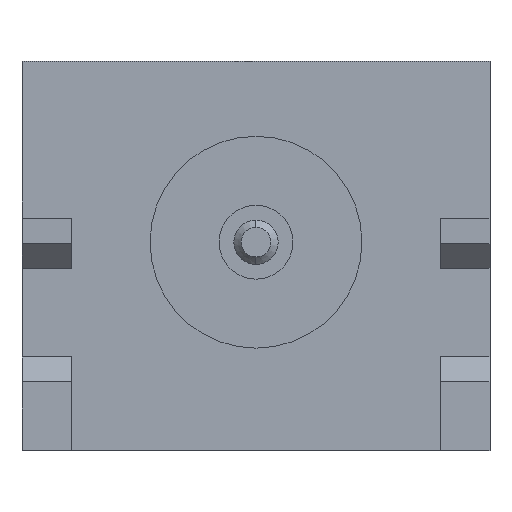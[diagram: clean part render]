
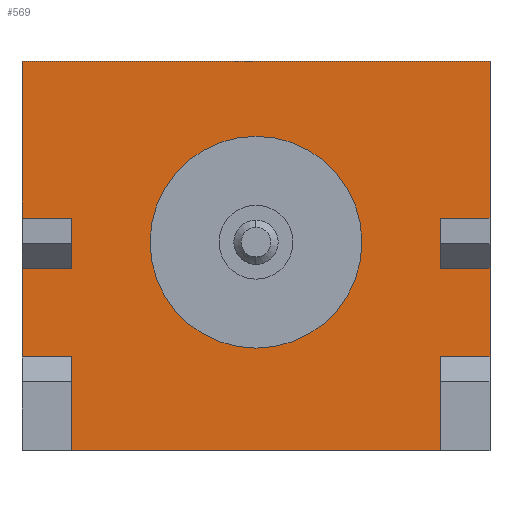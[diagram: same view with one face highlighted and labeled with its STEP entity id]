
A CAD part, left-side view. The second image highlights one B-rep face of the part: STEP entity #569.
In plain terms, the highlighted planar face has unit normal (-1, 0, 0).
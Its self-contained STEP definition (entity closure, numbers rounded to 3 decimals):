
#11 = ORIENTED_EDGE ( 'NONE', *, *, #2081, .F. ) ;
#29 = DIRECTION ( 'NONE',  ( 0., 0., 1. ) ) ;
#33 = EDGE_CURVE ( 'NONE', #375, #3218, #927, .T. ) ;
#41 = PLANE ( 'NONE',  #942 ) ;
#43 = VECTOR ( 'NONE', #2354, 1000. ) ;
#231 = DIRECTION ( 'NONE',  ( 0., -1., 0. ) ) ;
#248 = DIRECTION ( 'NONE',  ( 0., -1., 0. ) ) ;
#253 = ORIENTED_EDGE ( 'NONE', *, *, #946, .F. ) ;
#263 = ORIENTED_EDGE ( 'NONE', *, *, #563, .F. ) ;
#270 = CARTESIAN_POINT ( 'NONE',  ( 2.375, 3.75, 0. ) ) ;
#277 = LINE ( 'NONE', #1205, #2871 ) ;
#307 = VERTEX_POINT ( 'NONE', #1944 ) ;
#328 = CARTESIAN_POINT ( 'NONE',  ( 2.375, 0., 4.2 ) ) ;
#341 = ORIENTED_EDGE ( 'NONE', *, *, #476, .T. ) ;
#366 = LINE ( 'NONE', #3001, #1630 ) ;
#375 = VERTEX_POINT ( 'NONE', #1809 ) ;
#376 = ORIENTED_EDGE ( 'NONE', *, *, #1984, .T. ) ;
#382 = EDGE_CURVE ( 'NONE', #1882, #633, #2511, .T. ) ;
#401 = VECTOR ( 'NONE', #29, 1000. ) ;
#472 = DIRECTION ( 'NONE',  ( 0., 0., -1. ) ) ;
#476 = EDGE_CURVE ( 'NONE', #1879, #2485, #2121, .T. ) ;
#478 = CARTESIAN_POINT ( 'NONE',  ( 2.375, 0., -1.62 ) ) ;
#508 = AXIS2_PLACEMENT_3D ( 'NONE', #1310, #2818, #1060 ) ;
#563 = EDGE_CURVE ( 'NONE', #1879, #2142, #1738, .T. ) ;
#565 = DIRECTION ( 'NONE',  ( 0., 0., 1. ) ) ;
#569 = ADVANCED_FACE ( 'NONE', ( #2997, #2397 ), #41, .T. ) ;
#584 = DIRECTION ( 'NONE',  ( 0., 0., -1. ) ) ;
#600 = ORIENTED_EDGE ( 'NONE', *, *, #818, .T. ) ;
#622 = VECTOR ( 'NONE', #584, 1000. ) ;
#633 = VERTEX_POINT ( 'NONE', #2251 ) ;
#661 = CIRCLE ( 'NONE', #1040, 2.15 ) ;
#690 = CARTESIAN_POINT ( 'NONE',  ( 2.375, -3.75, -3.7 ) ) ;
#701 = VECTOR ( 'NONE', #565, 1000. ) ;
#719 = ORIENTED_EDGE ( 'NONE', *, *, #1133, .F. ) ;
#732 = ORIENTED_EDGE ( 'NONE', *, *, #2939, .F. ) ;
#818 = EDGE_CURVE ( 'NONE', #3218, #375, #661, .T. ) ;
#866 = CARTESIAN_POINT ( 'NONE',  ( 2.375, 4.75, 0. ) ) ;
#884 = LINE ( 'NONE', #2734, #2709 ) ;
#893 = LINE ( 'NONE', #1234, #2813 ) ;
#906 = EDGE_CURVE ( 'NONE', #2929, #3090, #2198, .T. ) ;
#927 = CIRCLE ( 'NONE', #508, 2.15 ) ;
#942 = AXIS2_PLACEMENT_3D ( 'NONE', #1538, #1798, #2288 ) ;
#946 = EDGE_CURVE ( 'NONE', #2569, #2128, #1375, .T. ) ;
#967 = VECTOR ( 'NONE', #1263, 1000. ) ;
#991 = LINE ( 'NONE', #1816, #622 ) ;
#993 = EDGE_CURVE ( 'NONE', #1016, #2128, #2045, .T. ) ;
#1016 = VERTEX_POINT ( 'NONE', #1824 ) ;
#1040 = AXIS2_PLACEMENT_3D ( 'NONE', #1766, #1069, #2825 ) ;
#1050 = DIRECTION ( 'NONE',  ( 0., 1., 0. ) ) ;
#1060 = DIRECTION ( 'NONE',  ( 0., 0., 1. ) ) ;
#1068 = CARTESIAN_POINT ( 'NONE',  ( 2.375, -4.75, 1.02 ) ) ;
#1069 = DIRECTION ( 'NONE',  ( 1., 0., 0. ) ) ;
#1082 = CARTESIAN_POINT ( 'NONE',  ( 2.375, 4.75, 4.2 ) ) ;
#1118 = CARTESIAN_POINT ( 'NONE',  ( 2.375, 3.75, 0. ) ) ;
#1121 = VECTOR ( 'NONE', #1834, 1000. ) ;
#1131 = CARTESIAN_POINT ( 'NONE',  ( 2.375, 4.75, -1.8 ) ) ;
#1133 = EDGE_CURVE ( 'NONE', #2929, #1701, #991, .T. ) ;
#1134 = CARTESIAN_POINT ( 'NONE',  ( 2.375, -3.75, 0. ) ) ;
#1205 = CARTESIAN_POINT ( 'NONE',  ( 2.375, -4.75, -3.7 ) ) ;
#1214 = CARTESIAN_POINT ( 'NONE',  ( 2.375, 3.75, -3.7 ) ) ;
#1225 = ORIENTED_EDGE ( 'NONE', *, *, #3059, .T. ) ;
#1233 = DIRECTION ( 'NONE',  ( 0., 0., 1. ) ) ;
#1234 = CARTESIAN_POINT ( 'NONE',  ( 2.375, -4.75, -1.8 ) ) ;
#1252 = CARTESIAN_POINT ( 'NONE',  ( 2.375, -4.75, -1.8 ) ) ;
#1263 = DIRECTION ( 'NONE',  ( 0., 0., -1. ) ) ;
#1293 = DIRECTION ( 'NONE',  ( 0., 0., 1. ) ) ;
#1310 = CARTESIAN_POINT ( 'NONE',  ( 2.375, 0., 0.53 ) ) ;
#1374 = CARTESIAN_POINT ( 'NONE',  ( 2.375, 4.75, -3.7 ) ) ;
#1375 = LINE ( 'NONE', #1118, #701 ) ;
#1430 = ORIENTED_EDGE ( 'NONE', *, *, #382, .T. ) ;
#1458 = VECTOR ( 'NONE', #1636, 1000. ) ;
#1469 = CARTESIAN_POINT ( 'NONE',  ( 2.375, 3.75, -3.7 ) ) ;
#1476 = DIRECTION ( 'NONE',  ( 0., 0., -1. ) ) ;
#1538 = CARTESIAN_POINT ( 'NONE',  ( 2.375, 4.75, -3.7 ) ) ;
#1540 = VECTOR ( 'NONE', #1050, 1000. ) ;
#1547 = EDGE_LOOP ( 'NONE', ( #2293, #1430, #2064, #719, #2450, #11, #376, #1979, #732, #2632, #2849, #253, #1225, #263, #341, #2054 ) ) ;
#1561 = VECTOR ( 'NONE', #1615, 1000. ) ;
#1568 = CARTESIAN_POINT ( 'NONE',  ( 2.375, 4.75, 0. ) ) ;
#1582 = CARTESIAN_POINT ( 'NONE',  ( 2.375, -4.75, 0. ) ) ;
#1595 = EDGE_CURVE ( 'NONE', #2434, #2926, #277, .T. ) ;
#1615 = DIRECTION ( 'NONE',  ( 0., 1., 0. ) ) ;
#1630 = VECTOR ( 'NONE', #248, 1000. ) ;
#1636 = DIRECTION ( 'NONE',  ( 0., -1., 0. ) ) ;
#1660 = EDGE_CURVE ( 'NONE', #2381, #1882, #366, .T. ) ;
#1701 = VERTEX_POINT ( 'NONE', #1252 ) ;
#1704 = CARTESIAN_POINT ( 'NONE',  ( 2.375, 4.75, -1.8 ) ) ;
#1738 = LINE ( 'NONE', #1374, #401 ) ;
#1766 = CARTESIAN_POINT ( 'NONE',  ( 2.375, 0., 0.53 ) ) ;
#1798 = DIRECTION ( 'NONE',  ( -1., 0., 0. ) ) ;
#1809 = CARTESIAN_POINT ( 'NONE',  ( 2.375, 0., 2.68 ) ) ;
#1816 = CARTESIAN_POINT ( 'NONE',  ( 2.375, -4.75, -3.7 ) ) ;
#1824 = CARTESIAN_POINT ( 'NONE',  ( 2.375, 4.75, 1.02 ) ) ;
#1834 = DIRECTION ( 'NONE',  ( 0., -1., 0. ) ) ;
#1859 = CARTESIAN_POINT ( 'NONE',  ( 2.375, 3.75, 1.02 ) ) ;
#1861 = VECTOR ( 'NONE', #1293, 1000. ) ;
#1879 = VERTEX_POINT ( 'NONE', #1704 ) ;
#1882 = VERTEX_POINT ( 'NONE', #690 ) ;
#1932 = EDGE_LOOP ( 'NONE', ( #3174, #600 ) ) ;
#1944 = CARTESIAN_POINT ( 'NONE',  ( 2.375, -3.75, 1.02 ) ) ;
#1979 = ORIENTED_EDGE ( 'NONE', *, *, #1595, .F. ) ;
#1984 = EDGE_CURVE ( 'NONE', #307, #2926, #3159, .T. ) ;
#1993 = CARTESIAN_POINT ( 'NONE',  ( 2.375, 3.75, -1.8 ) ) ;
#2045 = LINE ( 'NONE', #2075, #43 ) ;
#2054 = ORIENTED_EDGE ( 'NONE', *, *, #2413, .T. ) ;
#2064 = ORIENTED_EDGE ( 'NONE', *, *, #2839, .F. ) ;
#2075 = CARTESIAN_POINT ( 'NONE',  ( 2.375, 4.75, 1.02 ) ) ;
#2081 = EDGE_CURVE ( 'NONE', #307, #3090, #2887, .T. ) ;
#2088 = VECTOR ( 'NONE', #472, 1000. ) ;
#2121 = LINE ( 'NONE', #1131, #1458 ) ;
#2128 = VERTEX_POINT ( 'NONE', #1859 ) ;
#2142 = VERTEX_POINT ( 'NONE', #866 ) ;
#2198 = LINE ( 'NONE', #1568, #1540 ) ;
#2217 = LINE ( 'NONE', #2598, #1561 ) ;
#2232 = CARTESIAN_POINT ( 'NONE',  ( 2.375, -4.75, 4.2 ) ) ;
#2246 = CARTESIAN_POINT ( 'NONE',  ( 2.375, 4.75, 1.02 ) ) ;
#2251 = CARTESIAN_POINT ( 'NONE',  ( 2.375, -3.75, -1.8 ) ) ;
#2288 = DIRECTION ( 'NONE',  ( 0., 0., 1. ) ) ;
#2293 = ORIENTED_EDGE ( 'NONE', *, *, #1660, .T. ) ;
#2354 = DIRECTION ( 'NONE',  ( 0., -1., 0. ) ) ;
#2381 = VERTEX_POINT ( 'NONE', #1469 ) ;
#2397 = FACE_OUTER_BOUND ( 'NONE', #1547, .T. ) ;
#2413 = EDGE_CURVE ( 'NONE', #2485, #2381, #2836, .T. ) ;
#2431 = VECTOR ( 'NONE', #231, 1000. ) ;
#2434 = VERTEX_POINT ( 'NONE', #2232 ) ;
#2450 = ORIENTED_EDGE ( 'NONE', *, *, #906, .T. ) ;
#2485 = VERTEX_POINT ( 'NONE', #1993 ) ;
#2511 = LINE ( 'NONE', #2781, #1861 ) ;
#2569 = VERTEX_POINT ( 'NONE', #270 ) ;
#2598 = CARTESIAN_POINT ( 'NONE',  ( 2.375, 4.75, 0. ) ) ;
#2632 = ORIENTED_EDGE ( 'NONE', *, *, #3230, .F. ) ;
#2709 = VECTOR ( 'NONE', #1233, 1000. ) ;
#2734 = CARTESIAN_POINT ( 'NONE',  ( 2.375, 4.75, -3.7 ) ) ;
#2764 = DIRECTION ( 'NONE',  ( 0., 1., 0. ) ) ;
#2771 = CARTESIAN_POINT ( 'NONE',  ( 2.375, -3.75, 1.02 ) ) ;
#2781 = CARTESIAN_POINT ( 'NONE',  ( 2.375, -3.75, -3.7 ) ) ;
#2813 = VECTOR ( 'NONE', #2764, 1000. ) ;
#2818 = DIRECTION ( 'NONE',  ( 1., 0., 0. ) ) ;
#2825 = DIRECTION ( 'NONE',  ( 0., 0., 1. ) ) ;
#2836 = LINE ( 'NONE', #1214, #2088 ) ;
#2839 = EDGE_CURVE ( 'NONE', #1701, #633, #893, .T. ) ;
#2849 = ORIENTED_EDGE ( 'NONE', *, *, #993, .T. ) ;
#2871 = VECTOR ( 'NONE', #1476, 1000. ) ;
#2887 = LINE ( 'NONE', #2771, #967 ) ;
#2926 = VERTEX_POINT ( 'NONE', #1068 ) ;
#2929 = VERTEX_POINT ( 'NONE', #1582 ) ;
#2939 = EDGE_CURVE ( 'NONE', #2975, #2434, #3044, .T. ) ;
#2975 = VERTEX_POINT ( 'NONE', #1082 ) ;
#2997 = FACE_BOUND ( 'NONE', #1932, .T. ) ;
#3001 = CARTESIAN_POINT ( 'NONE',  ( 2.375, 0., -3.7 ) ) ;
#3044 = LINE ( 'NONE', #328, #1121 ) ;
#3059 = EDGE_CURVE ( 'NONE', #2569, #2142, #2217, .T. ) ;
#3090 = VERTEX_POINT ( 'NONE', #1134 ) ;
#3159 = LINE ( 'NONE', #2246, #2431 ) ;
#3174 = ORIENTED_EDGE ( 'NONE', *, *, #33, .T. ) ;
#3218 = VERTEX_POINT ( 'NONE', #478 ) ;
#3230 = EDGE_CURVE ( 'NONE', #1016, #2975, #884, .T. ) ;
